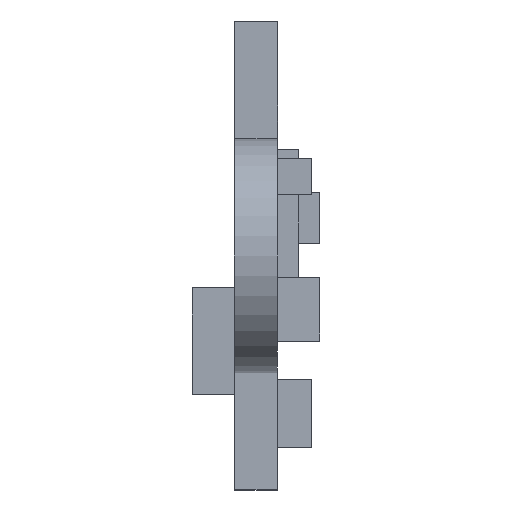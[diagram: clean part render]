
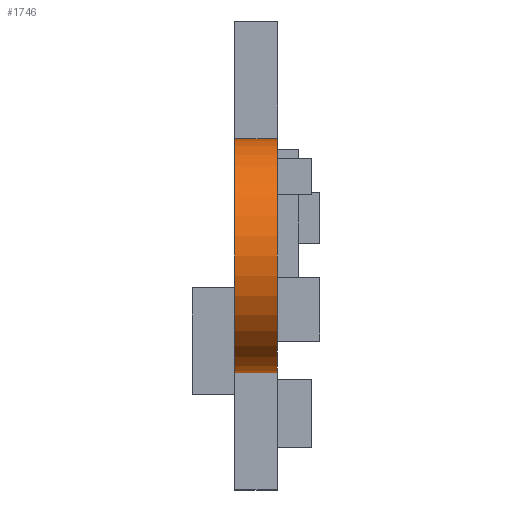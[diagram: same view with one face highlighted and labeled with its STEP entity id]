
A CAD part, left-side view. The second image highlights one B-rep face of the part: STEP entity #1746.
In plain terms, the highlighted cylindrical face has radius 2.75 mm (diameter 5.5 mm), a partial arc.
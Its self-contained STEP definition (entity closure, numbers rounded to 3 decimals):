
#105=CYLINDRICAL_SURFACE('',#1884,2.75);
#178=FACE_OUTER_BOUND('',#308,.T.);
#308=EDGE_LOOP('',(#1299,#1300,#1301,#1302));
#424=CIRCLE('',#1861,2.75);
#433=CIRCLE('',#1871,2.75);
#538=LINE('',#2674,#714);
#539=LINE('',#2676,#715);
#714=VECTOR('',#2130,1.);
#715=VECTOR('',#2133,1.);
#836=VERTEX_POINT('',#2524);
#837=VERTEX_POINT('',#2526);
#886=VERTEX_POINT('',#2625);
#887=VERTEX_POINT('',#2627);
#988=EDGE_CURVE('',#837,#836,#424,.T.);
#1038=EDGE_CURVE('',#886,#887,#433,.T.);
#1062=EDGE_CURVE('',#886,#837,#538,.T.);
#1063=EDGE_CURVE('',#887,#836,#539,.T.);
#1299=ORIENTED_EDGE('',*,*,#988,.T.);
#1300=ORIENTED_EDGE('',*,*,#1063,.F.);
#1301=ORIENTED_EDGE('',*,*,#1038,.F.);
#1302=ORIENTED_EDGE('',*,*,#1062,.T.);
#1746=ADVANCED_FACE('',(#178),#105,.T.);
#1861=AXIS2_PLACEMENT_3D('',#2527,#2029,#2030);
#1871=AXIS2_PLACEMENT_3D('',#2628,#2090,#2091);
#1884=AXIS2_PLACEMENT_3D('',#2675,#2131,#2132);
#2029=DIRECTION('center_axis',(0.,1.,0.));
#2030=DIRECTION('ref_axis',(0.,0.,1.));
#2090=DIRECTION('center_axis',(0.,1.,0.));
#2091=DIRECTION('ref_axis',(0.,0.,1.));
#2130=DIRECTION('',(0.,-1.,0.));
#2131=DIRECTION('center_axis',(0.,-1.,0.));
#2132=DIRECTION('ref_axis',(0.,0.,-1.));
#2133=DIRECTION('',(0.,-1.,0.));
#2524=CARTESIAN_POINT('',(-9.75,0.,2.75));
#2526=CARTESIAN_POINT('',(-9.75,0.,-2.75));
#2527=CARTESIAN_POINT('Origin',(-9.75,0.,0.));
#2625=CARTESIAN_POINT('',(-9.75,1.,-2.75));
#2627=CARTESIAN_POINT('',(-9.75,1.,2.75));
#2628=CARTESIAN_POINT('Origin',(-9.75,1.,0.));
#2674=CARTESIAN_POINT('',(-9.75,1.,-2.75));
#2675=CARTESIAN_POINT('Origin',(-9.75,1.,0.));
#2676=CARTESIAN_POINT('',(-9.75,1.,2.75));
